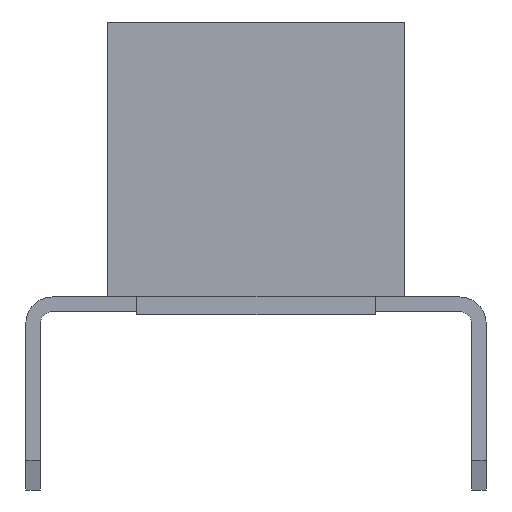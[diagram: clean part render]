
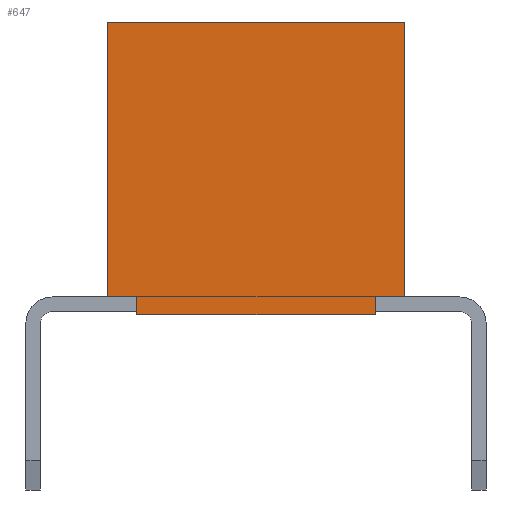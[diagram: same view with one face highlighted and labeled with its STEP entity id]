
A CAD part, left-side view. The second image highlights one B-rep face of the part: STEP entity #647.
In plain terms, the highlighted planar face has unit normal (-1, 0, 0).
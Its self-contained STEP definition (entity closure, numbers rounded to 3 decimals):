
#647=ADVANCED_FACE('',(#3128),#1968,.T.);
#1968=PLANE('',#25902);
#3128=FACE_OUTER_BOUND('',#4544,.T.);
#4544=EDGE_LOOP('',(#6934,#6935,#6936,#6937,#6938,#6939,#6940,#6941));
#6934=ORIENTED_EDGE('',*,*,#16531,.T.);
#6935=ORIENTED_EDGE('',*,*,#16529,.T.);
#6936=ORIENTED_EDGE('',*,*,#16564,.F.);
#6937=ORIENTED_EDGE('',*,*,#16021,.T.);
#6938=ORIENTED_EDGE('',*,*,#16565,.T.);
#6939=ORIENTED_EDGE('',*,*,#16566,.T.);
#6940=ORIENTED_EDGE('',*,*,#16567,.F.);
#6941=ORIENTED_EDGE('',*,*,#16017,.T.);
#13697=VERTEX_POINT('',#35227);
#13698=VERTEX_POINT('',#35229);
#13701=VERTEX_POINT('',#35235);
#13702=VERTEX_POINT('',#35237);
#14207=VERTEX_POINT('',#36248);
#14209=VERTEX_POINT('',#36252);
#14210=VERTEX_POINT('',#36292);
#14211=VERTEX_POINT('',#36294);
#16017=EDGE_CURVE('',#13698,#13697,#19689,.T.);
#16021=EDGE_CURVE('',#13702,#13701,#19693,.T.);
#16529=EDGE_CURVE('',#14207,#14209,#20201,.T.);
#16531=EDGE_CURVE('',#13697,#14207,#20203,.T.);
#16564=EDGE_CURVE('',#13702,#14209,#20236,.T.);
#16565=EDGE_CURVE('',#13701,#14210,#20237,.T.);
#16566=EDGE_CURVE('',#14210,#14211,#20238,.T.);
#16567=EDGE_CURVE('',#13698,#14211,#20239,.T.);
#19689=LINE('',#35228,#23039);
#19693=LINE('',#35236,#23043);
#20201=LINE('',#36253,#23551);
#20203=LINE('',#36256,#23553);
#20236=LINE('',#36290,#23586);
#20237=LINE('',#36291,#23587);
#20238=LINE('',#36293,#23588);
#20239=LINE('',#36295,#23589);
#23039=VECTOR('',#28099,1.);
#23043=VECTOR('',#28103,1.);
#23551=VECTOR('',#28613,1.);
#23553=VECTOR('',#28617,1.);
#23586=VECTOR('',#28652,1.);
#23587=VECTOR('',#28653,1.);
#23588=VECTOR('',#28654,1.);
#23589=VECTOR('',#28655,1.);
#25902=AXIS2_PLACEMENT_3D('',#36296,#28656,#28657);
#28099=DIRECTION('',(0.,-1.,0.));
#28103=DIRECTION('',(0.,-1.,0.));
#28613=DIRECTION('',(0.,1.,0.));
#28617=DIRECTION('',(0.,0.,1.));
#28652=DIRECTION('',(0.,0.,1.));
#28653=DIRECTION('',(0.,0.,-1.));
#28654=DIRECTION('',(0.,-1.,0.));
#28655=DIRECTION('',(0.,0.,-1.));
#28656=DIRECTION('',(-1.,0.,0.));
#28657=DIRECTION('',(0.,0.,1.));
#35227=CARTESIAN_POINT('',(0.,0.,0.));
#35228=CARTESIAN_POINT('',(0.,2.54,0.));
#35229=CARTESIAN_POINT('',(0.,0.5,0.));
#35235=CARTESIAN_POINT('',(0.,4.58,0.));
#35236=CARTESIAN_POINT('',(0.,2.54,0.));
#35237=CARTESIAN_POINT('',(0.,5.08,0.));
#36248=CARTESIAN_POINT('',(0.,0.,4.7));
#36252=CARTESIAN_POINT('',(0.,5.08,4.7));
#36253=CARTESIAN_POINT('',(0.,2.54,4.7));
#36256=CARTESIAN_POINT('',(0.,0.,0.));
#36290=CARTESIAN_POINT('',(0.,5.08,0.));
#36291=CARTESIAN_POINT('',(0.,4.58,-0.3));
#36292=CARTESIAN_POINT('',(0.,4.58,-0.3));
#36293=CARTESIAN_POINT('',(0.,4.58,-0.3));
#36294=CARTESIAN_POINT('',(0.,0.5,-0.3));
#36295=CARTESIAN_POINT('',(0.,0.5,-0.3));
#36296=CARTESIAN_POINT('',(0.,2.54,0.));
